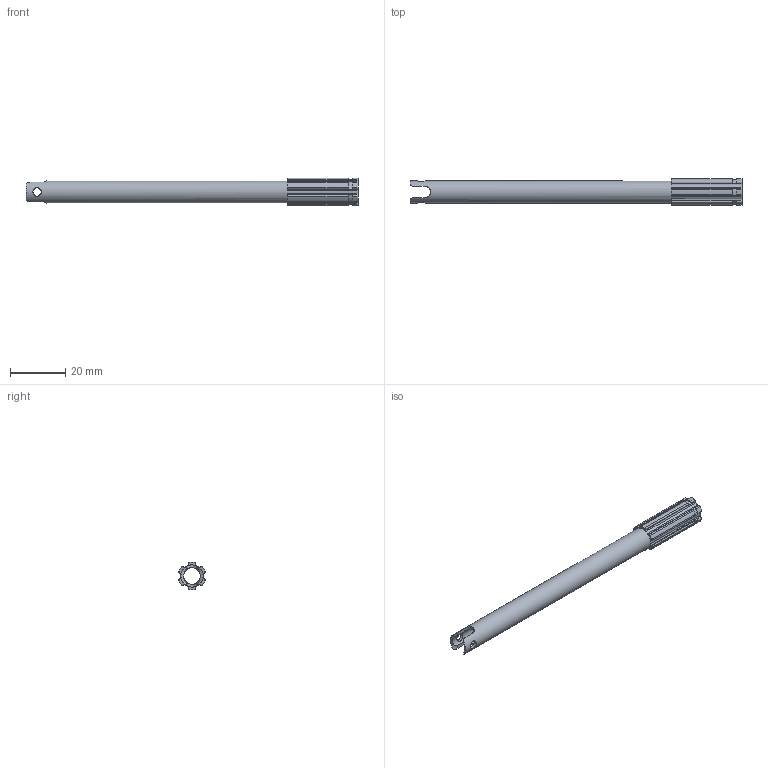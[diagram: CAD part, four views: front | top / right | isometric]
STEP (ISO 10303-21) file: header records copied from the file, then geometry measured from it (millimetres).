
FILE_DESCRIPTION(/* description */ (''),/* implementation_level */ '2;1');
FILE_NAME(/* name */ 'Shaft.stp',/* time_stamp */ '2024-01-19T06:22:08-05:00',/* author */ ('Nathan Cai'),/* organization */ (''),/* preprocessor_version */ 'ST-DEVELOPER v19.2',/* originating_system */ 'Autodesk Inventor 2023',/* authorisation */ '');
FILE_SCHEMA (('AUTOMOTIVE_DESIGN { 1 0 10303 214 3 1 1 }'));
Length unit declared in the file: millimetre
Products named in the file (1): Shaft
Bounding box: 120 x 9.43 x 9.98 mm (x, y, z)
Volume: 2930.6 mm3; surface area: 5498.6 mm2
Topology: 1 solids, 1 shells, 98 faces, 302 edges, 203 vertices
Faces by surface type: cylinder 60, plane 35, bspline 2, cone 1
Full cylindrical faces by diameter (mm): 3 x2, 6 x1, 8 x1
Entity records: 3936 total; most frequent: CARTESIAN_POINT 1109, ORIENTED_EDGE 604, DIRECTION 597, EDGE_CURVE 302, AXIS2_PLACEMENT_3D 223, VERTEX_POINT 203, LINE 151, VECTOR 151
